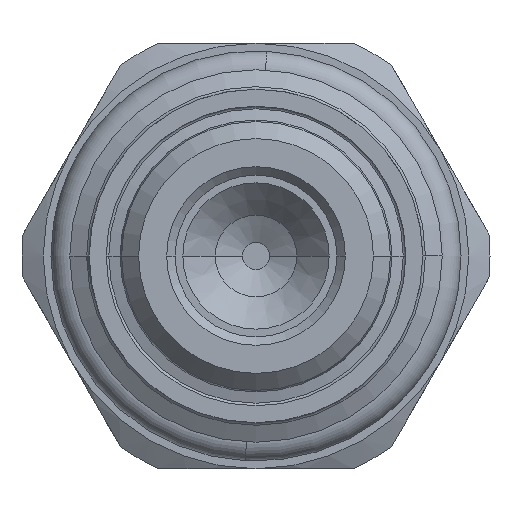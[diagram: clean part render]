
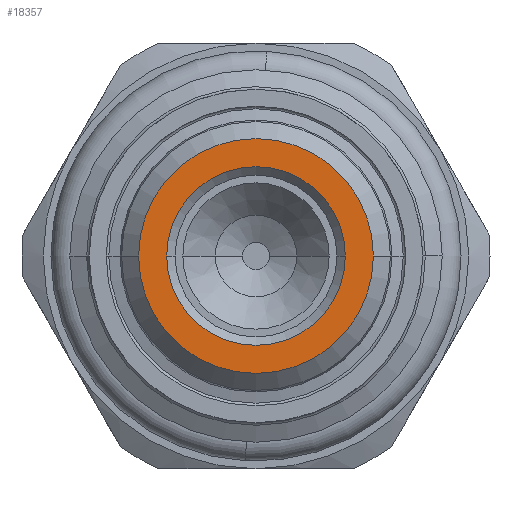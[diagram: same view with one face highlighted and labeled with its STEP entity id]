
A CAD part, front view. The second image highlights one B-rep face of the part: STEP entity #18357.
In plain terms, the highlighted planar face has unit normal (0, -1, 0).
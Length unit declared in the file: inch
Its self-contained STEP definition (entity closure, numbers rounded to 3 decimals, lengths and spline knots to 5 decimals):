
#5587=CARTESIAN_POINT('',(0.,-0.70472,0.));
#5588=DIRECTION('',(0.,1.,0.));
#5589=DIRECTION('',(-1.,0.,0.));
#5590=AXIS2_PLACEMENT_3D('',#5587,#5588,#5589);
#5592=CARTESIAN_POINT('',(0.,-0.70472,0.));
#5593=DIRECTION('',(0.,1.,0.));
#5594=DIRECTION('',(1.,0.,0.));
#5595=AXIS2_PLACEMENT_3D('',#5592,#5593,#5594);
#5597=CARTESIAN_POINT('',(0.,-0.70472,0.));
#5598=DIRECTION('',(0.,-1.,0.));
#5599=DIRECTION('',(-1.,0.,0.));
#5600=AXIS2_PLACEMENT_3D('',#5597,#5598,#5599);
#5602=CARTESIAN_POINT('',(0.,-0.70472,0.));
#5603=DIRECTION('',(0.,-1.,0.));
#5604=DIRECTION('',(1.,0.,0.));
#5605=AXIS2_PLACEMENT_3D('',#5602,#5603,#5604);
#13856=CARTESIAN_POINT('',(0.20669,-0.70472,0.));
#13857=VERTEX_POINT('',#13856);
#13858=CARTESIAN_POINT('',(-0.20669,-0.70472,0.));
#13859=VERTEX_POINT('',#13858);
#13860=CARTESIAN_POINT('',(-0.27165,-0.70472,0.));
#13861=CARTESIAN_POINT('',(0.27165,-0.70472,0.));
#13862=VERTEX_POINT('',#13860);
#13863=VERTEX_POINT('',#13861);
#18342=CARTESIAN_POINT('',(0.,-0.70472,0.));
#18343=DIRECTION('',(0.,-1.,0.));
#18344=DIRECTION('',(-1.,0.,0.));
#18345=AXIS2_PLACEMENT_3D('',#18342,#18343,#18344);
#18346=PLANE('833',#18345);
#18347=ORIENTED_EDGE('2607',*,*,#18321,.T.);
#18348=ORIENTED_EDGE('2608',*,*,#18337,.T.);
#18349=EDGE_LOOP('833',(#18347,#18348));
#18350=FACE_OUTER_BOUND('833',#18349,.F.);
#18352=ORIENTED_EDGE('2604',*,*,#18351,.T.);
#18354=ORIENTED_EDGE('2606',*,*,#18353,.T.);
#18355=EDGE_LOOP('833',(#18352,#18354));
#18356=FACE_BOUND('833',#18355,.F.);
#5591=CIRCLE('2607',#5590,0.27165);
#5596=CIRCLE('2608',#5595,0.27165);
#5601=CIRCLE('2604',#5600,0.20669);
#5606=CIRCLE('2606',#5605,0.20669);
#18321=EDGE_CURVE('2607',#13862,#13863,#5591,.T.);
#18337=EDGE_CURVE('2608',#13863,#13862,#5596,.T.);
#18351=EDGE_CURVE('2604',#13859,#13857,#5601,.T.);
#18353=EDGE_CURVE('2606',#13857,#13859,#5606,.T.);
#18357=ADVANCED_FACE('833',(#18350,#18356),#18346,.T.);
